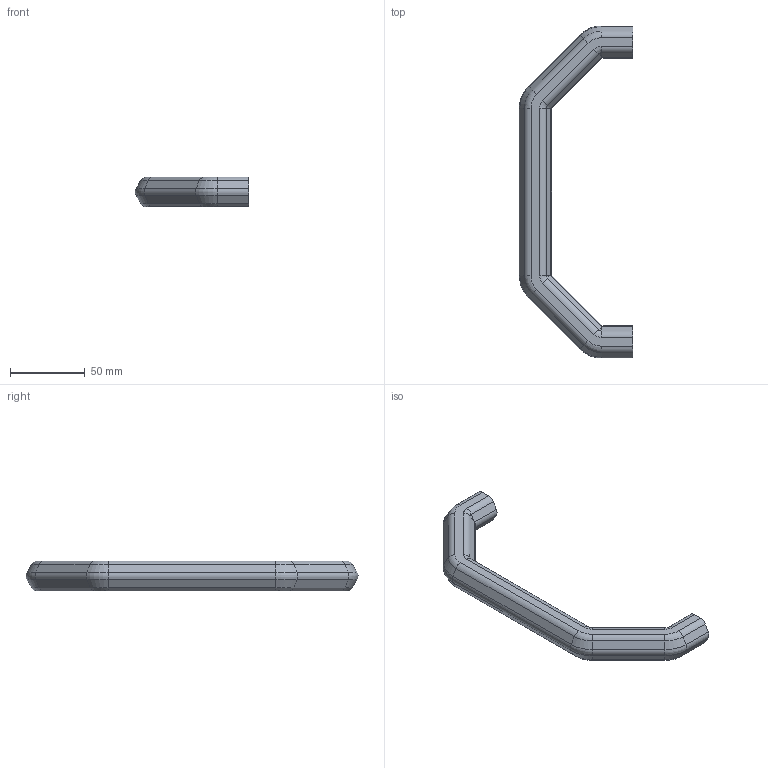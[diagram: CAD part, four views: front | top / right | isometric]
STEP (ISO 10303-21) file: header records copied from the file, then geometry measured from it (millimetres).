
FILE_DESCRIPTION(/* description */ (''),/* implementation_level */ '2;1');
FILE_NAME(/* name */ 'handel v4.step',/* time_stamp */ '2024-09-19T14:07:23-06:00',/* author */ (''),/* organization */ (''),/* preprocessor_version */ 'ST-DEVELOPER v20',/* originating_system */ 'Autodesk Translation Framework v13.14.0.145',/* authorisation */ '');
FILE_SCHEMA (('AUTOMOTIVE_DESIGN { 1 0 10303 214 3 1 1 }'));
Length unit declared in the file: millimetre
Products named in the file (1): handel
Bounding box: 75.78 x 221.56 x 20 mm (x, y, z)
Volume: 94867.9 mm3; surface area: 19953.5 mm2
Topology: 1 solids, 1 shells, 98 faces, 228 edges, 128 vertices
Faces by surface type: plane 38, cylinder 24, cone 24, torus 12
Full cylindrical faces by diameter (mm): 4.5 x4
Entity records: 2713 total; most frequent: DIRECTION 502, CARTESIAN_POINT 447, ORIENTED_EDGE 440, EDGE_CURVE 220, AXIS2_PLACEMENT_3D 183, LINE 136, VECTOR 136, VERTEX_POINT 128
